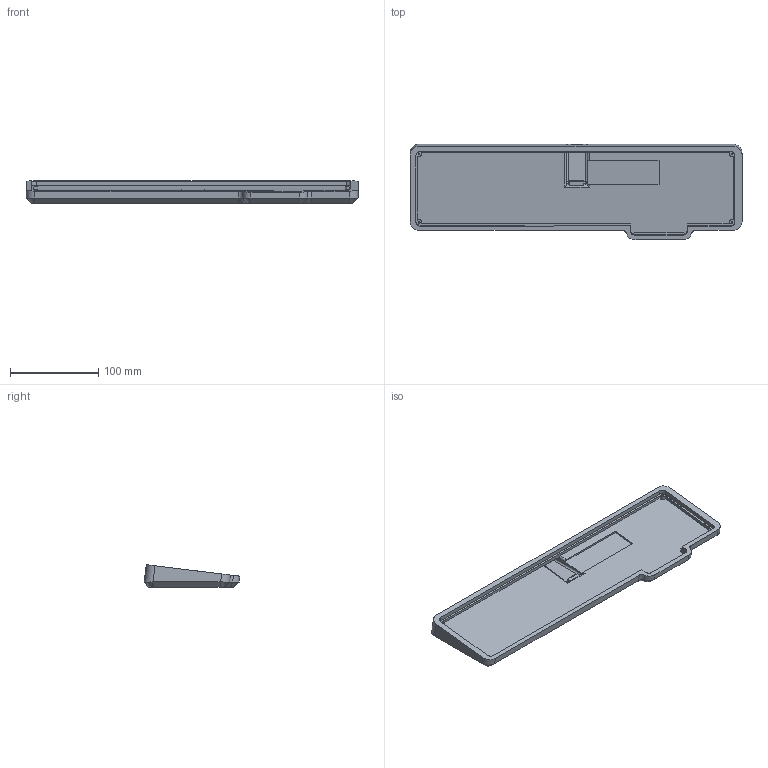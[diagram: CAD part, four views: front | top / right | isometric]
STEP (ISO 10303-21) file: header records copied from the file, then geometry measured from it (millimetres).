
FILE_DESCRIPTION(/* description */ (''),/* implementation_level */ '2;1');
FILE_NAME(/* name */ 'bottom no graphic.step',/* time_stamp */ '2023-04-21T21:13:57-07:00',/* author */ (''),/* organization */ (''),/* preprocessor_version */ 'ST-DEVELOPER v19.2',/* originating_system */ 'Autodesk Translation Framework v12.4.0.73',/* authorisation */ '');
FILE_SCHEMA (('AUTOMOTIVE_DESIGN { 1 0 10303 214 3 1 1 }'));
Length unit declared in the file: millimetre
Products named in the file (1): trashtruck.b
Bounding box: 377.21 x 108.64 x 25.63 mm (x, y, z)
Volume: 425918.3 mm3; surface area: 99515.9 mm2
Topology: 1 solids, 1 shells, 140 faces, 365 edges, 227 vertices
Faces by surface type: plane 69, cylinder 49, bspline 16, cone 4, sphere 2
Full cylindrical faces by diameter (mm): 2 x4, 4 x4
Entity records: 4625 total; most frequent: CARTESIAN_POINT 1167, ORIENTED_EDGE 730, DIRECTION 683, EDGE_CURVE 365, LINE 233, VECTOR 233, VERTEX_POINT 227, AXIS2_PLACEMENT_3D 225
